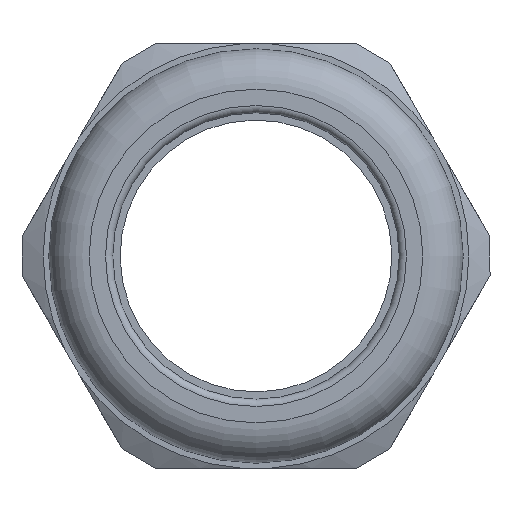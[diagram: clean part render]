
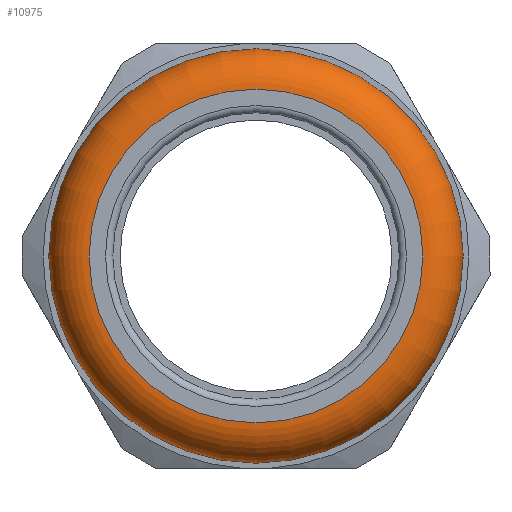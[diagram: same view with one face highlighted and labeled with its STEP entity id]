
A CAD part, left-side view. The second image highlights one B-rep face of the part: STEP entity #10975.
In plain terms, the highlighted toroidal (fillet/blend) face has major radius 22.785 mm and minor radius 5.51 mm.
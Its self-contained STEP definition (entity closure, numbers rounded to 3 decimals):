
#68=TOROIDAL_SURFACE('',#11722,22.785,5.51);
#200=FACE_BOUND('',#1903,.T.);
#663=CIRCLE('',#11718,22.785);
#664=CIRCLE('',#11723,28.295);
#1254=FACE_OUTER_BOUND('',#1902,.T.);
#1902=EDGE_LOOP('',(#7476));
#1903=EDGE_LOOP('',(#7477));
#4489=VERTEX_POINT('',#19217);
#4490=VERTEX_POINT('',#19223);
#5663=EDGE_CURVE('',#4489,#4489,#663,.T.);
#5664=EDGE_CURVE('',#4490,#4490,#664,.T.);
#7476=ORIENTED_EDGE('',*,*,#5663,.T.);
#7477=ORIENTED_EDGE('',*,*,#5664,.F.);
#10975=ADVANCED_FACE('',(#1254,#200),#68,.T.);
#11718=AXIS2_PLACEMENT_3D('',#19218,#13003,#13004);
#11722=AXIS2_PLACEMENT_3D('',#19222,#13011,#13012);
#11723=AXIS2_PLACEMENT_3D('',#19224,#13013,#13014);
#13003=DIRECTION('center_axis',(1.,0.,0.));
#13004=DIRECTION('ref_axis',(0.,0.,-1.));
#13011=DIRECTION('center_axis',(1.,0.,0.));
#13012=DIRECTION('ref_axis',(0.,0.,-1.));
#13013=DIRECTION('center_axis',(1.,0.,0.));
#13014=DIRECTION('ref_axis',(0.,0.,-1.));
#19217=CARTESIAN_POINT('',(-33.1,22.785,0.));
#19218=CARTESIAN_POINT('Origin',(-33.1,0.,0.));
#19222=CARTESIAN_POINT('Origin',(-27.59,0.,0.));
#19223=CARTESIAN_POINT('',(-27.59,28.295,0.));
#19224=CARTESIAN_POINT('Origin',(-27.59,0.,0.));
